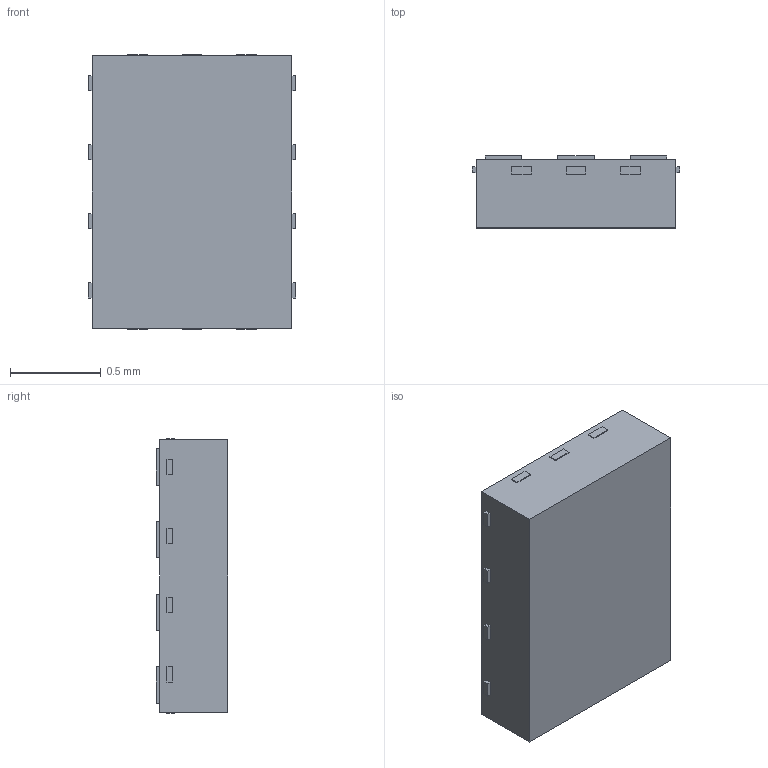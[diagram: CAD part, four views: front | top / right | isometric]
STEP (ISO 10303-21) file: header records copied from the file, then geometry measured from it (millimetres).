
FILE_DESCRIPTION (( 'STEP AP214' ), '1' );
FILE_NAME ('BGS14PN10E6327XTSA1.STEP', '2023-03-03T18:11:45', ( '' ), ( '' ), 'SwSTEP 2.0', 'SolidWorks 2021', '' );
FILE_SCHEMA (( 'AUTOMOTIVE_DESIGN' ));
Length unit declared in the file: millimetre
Products named in the file (1): BGS14PN10E6327XTSA1
Bounding box: 1.14 x 0.4 x 1.51 mm (x, y, z)
Volume: 0.6 mm3; surface area: 5.5 mm2
Topology: 1 solids, 1 shells, 126 faces, 300 edges, 200 vertices
Faces by surface type: plane 126
Entity records: 4984 total; most frequent: CARTESIAN_POINT 627, ORIENTED_EDGE 600, DIRECTION 554, EDGE_CURVE 300, LINE 300, VECTOR 300, VERTEX_POINT 200, EDGE_LOOP 150
